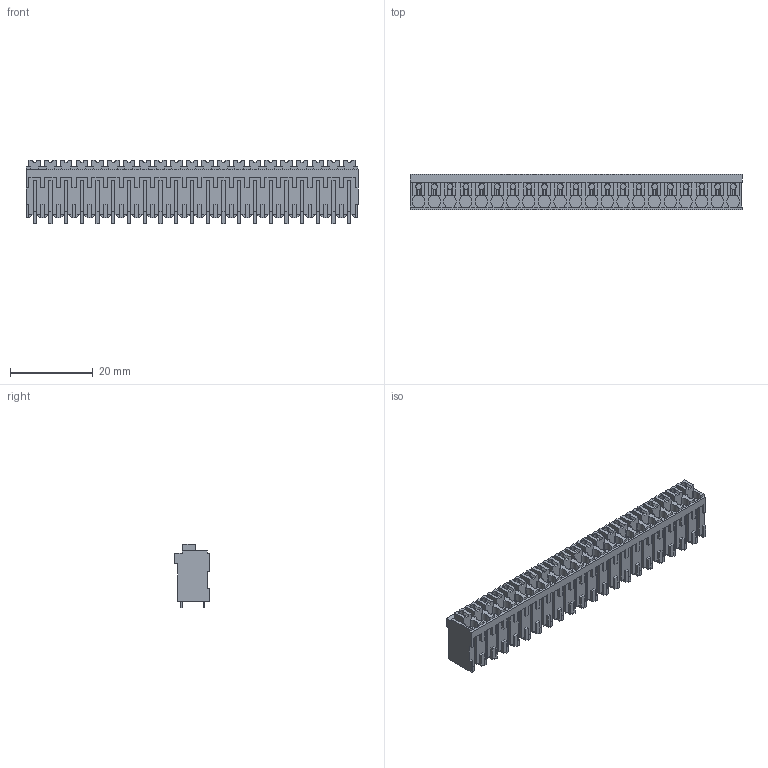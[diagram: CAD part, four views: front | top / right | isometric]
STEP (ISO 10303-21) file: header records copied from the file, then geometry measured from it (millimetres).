
FILE_DESCRIPTION(('CATIA V5 STEP Exchange','CAx-IF Rec.Pracs.--- Model Styling and Organization---1.2---2011-12-15'),'2;1');
FILE_NAME ('D1457864_0_1870100000_1870100000.stp','2018-03-20T06:42:19+00:00',('none'),('Weidmueller'),'CATIA Version 5-6 Release 2014','CATIA V5 STEP AP214','none');
FILE_SCHEMA(('AUTOMOTIVE_DESIGN { 1 0 10303 214 1 1 1 1 }'));
Length unit declared in the file: millimetre
Products named in the file (1): 1870100000
Bounding box: 80.4 x 8.5 x 15.45 mm (x, y, z)
Volume: 6465.9 mm3; surface area: 6775.9 mm2
Topology: 64 solids, 64 shells, 1549 faces, 4379 edges, 2958 vertices
Faces by surface type: plane 1465, cylinder 84
Entity records: 47725 total; most frequent: CARTESIAN_POINT 9076, ORIENTED_EDGE 8758, DIRECTION 6199, EDGE_CURVE 4379, VECTOR 4043, LINE 4043, VERTEX_POINT 2958, ADVANCED_FACE 1549
